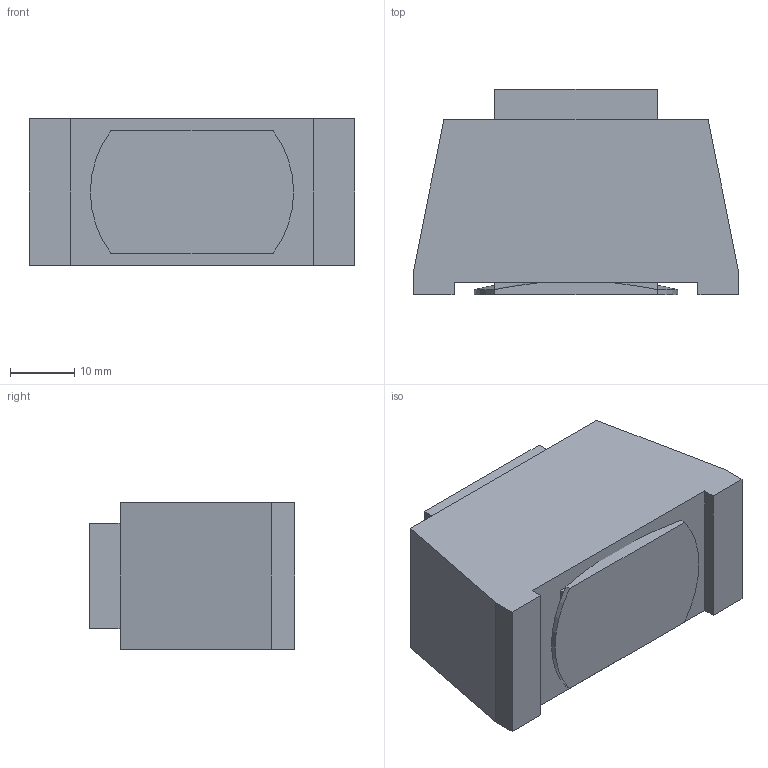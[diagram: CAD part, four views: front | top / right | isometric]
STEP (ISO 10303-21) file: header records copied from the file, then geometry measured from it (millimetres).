
FILE_DESCRIPTION (( 'STEP AP214' ), '1' );
FILE_NAME ('CN125-4M8M( )( )19.STEP', '2020-06-22T20:58:26', ( '' ), ( '' ), 'SwSTEP 2.0', 'SolidWorks 2019', '' );
FILE_SCHEMA (( 'AUTOMOTIVE_DESIGN' ));
Length unit declared in the file: inch
Products named in the file (3): Fixture Rectangular Square; CN125-4M8M( )( )19
Assembly tree (2 placements, depth 2):
  CN125-4M8M( )( )19
    CN125-4M8M( )( )19
    Fixture Rectangular Square
Bounding box: 50.8 x 32.13 x 22.86 mm (x, y, z)
Volume: 31387.1 mm3; surface area: 7802.3 mm2
Topology: 2 solids, 2 shells, 38 faces, 88 edges, 58 vertices
Faces by surface type: plane 28, cylinder 6, cone 4
Entity records: 1272 total; most frequent: CARTESIAN_POINT 221, DIRECTION 186, ORIENTED_EDGE 176, EDGE_CURVE 88, VECTOR 68, LINE 68, AXIS2_PLACEMENT_3D 59, VERTEX_POINT 58
